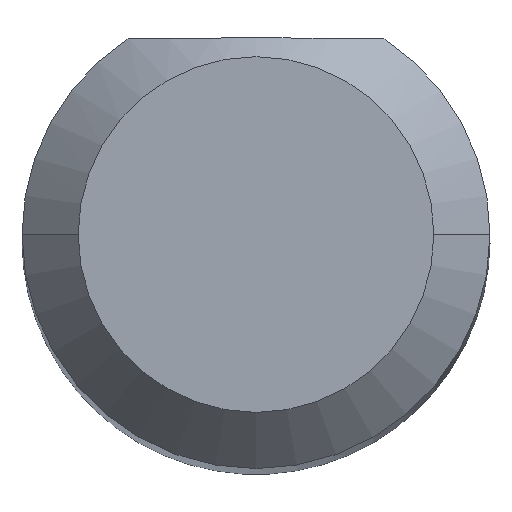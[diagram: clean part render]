
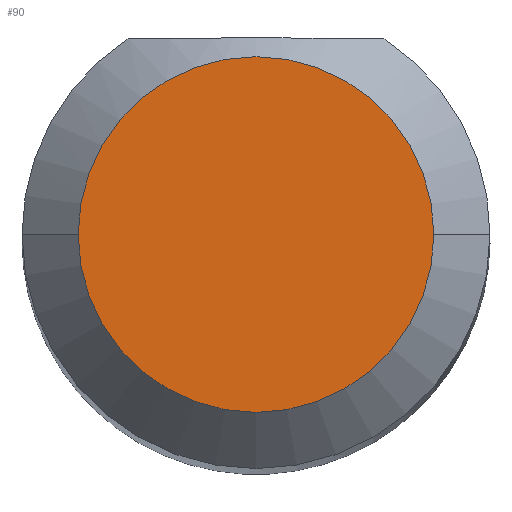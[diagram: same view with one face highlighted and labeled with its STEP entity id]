
A CAD part, top view. The second image highlights one B-rep face of the part: STEP entity #90.
In plain terms, the highlighted planar face has unit normal (0, 0, 1).
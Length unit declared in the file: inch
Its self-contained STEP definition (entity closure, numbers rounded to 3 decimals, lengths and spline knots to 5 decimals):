
#8 = VERTEX_POINT ( 'NONE', #244 ) ;
#81 = EDGE_CURVE ( 'NONE', #8, #106, #476, .T. ) ;
#85 = CARTESIAN_POINT ( 'NONE',  ( 0., 0., 1.5 ) ) ;
#90 = ADVANCED_FACE ( 'NONE', ( #205 ), #518, .T. ) ;
#97 = CARTESIAN_POINT ( 'NONE',  ( 0., 0., 1.5 ) ) ;
#106 = VERTEX_POINT ( 'NONE', #346 ) ;
#107 = AXIS2_PLACEMENT_3D ( 'NONE', #85, #118, #209 ) ;
#118 = DIRECTION ( 'NONE',  ( 0., 0., 1. ) ) ;
#120 = DIRECTION ( 'NONE',  ( 1., 0., 0. ) ) ;
#164 = DIRECTION ( 'NONE',  ( 0., 0., 1. ) ) ;
#165 = EDGE_CURVE ( 'NONE', #106, #8, #492, .T. ) ;
#205 = FACE_OUTER_BOUND ( 'NONE', #422, .T. ) ;
#209 = DIRECTION ( 'NONE',  ( 1., 0., 0. ) ) ;
#244 = CARTESIAN_POINT ( 'NONE',  ( -0.0475, 0., 1.5 ) ) ;
#273 = ORIENTED_EDGE ( 'NONE', *, *, #81, .T. ) ;
#346 = CARTESIAN_POINT ( 'NONE',  ( 0.0475, 0., 1.5 ) ) ;
#356 = ORIENTED_EDGE ( 'NONE', *, *, #165, .T. ) ;
#422 = EDGE_LOOP ( 'NONE', ( #273, #356 ) ) ;
#440 = DIRECTION ( 'NONE',  ( 1., 0., 0. ) ) ;
#446 = AXIS2_PLACEMENT_3D ( 'NONE', #513, #164, #120 ) ;
#476 = CIRCLE ( 'NONE', #107, 0.0475 ) ;
#492 = CIRCLE ( 'NONE', #567, 0.0475 ) ;
#513 = CARTESIAN_POINT ( 'NONE',  ( 0., 0., 1.5 ) ) ;
#518 = PLANE ( 'NONE',  #446 ) ;
#529 = DIRECTION ( 'NONE',  ( 0., 0., 1. ) ) ;
#567 = AXIS2_PLACEMENT_3D ( 'NONE', #97, #529, #440 ) ;
